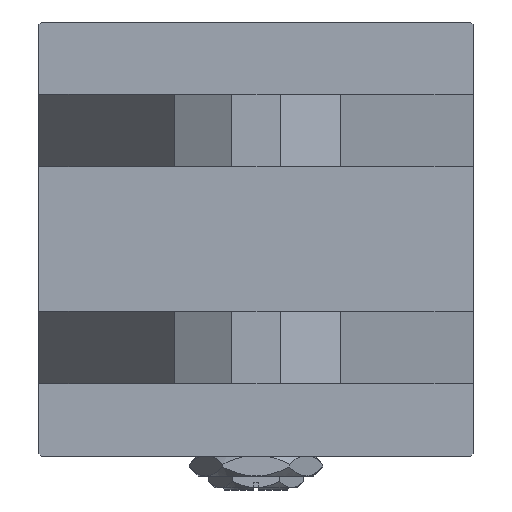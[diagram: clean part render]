
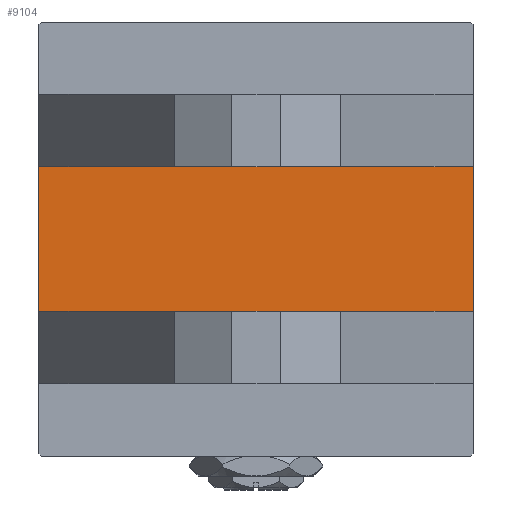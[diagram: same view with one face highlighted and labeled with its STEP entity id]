
A CAD part, left-side view. The second image highlights one B-rep face of the part: STEP entity #9104.
In plain terms, the highlighted planar face has unit normal (-1, 0, 0).
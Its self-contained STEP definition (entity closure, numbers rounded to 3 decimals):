
#311 = CARTESIAN_POINT ( 'NONE',  ( 0., -15., -45. ) ) ;
#872 = EDGE_CURVE ( 'NONE', #18406, #20120, #6099, .T. ) ;
#2199 = VERTEX_POINT ( 'NONE', #42742 ) ;
#2833 = LINE ( 'NONE', #46989, #26114 ) ;
#4185 = DIRECTION ( 'NONE',  ( -1., 0., 0. ) ) ;
#5348 = LINE ( 'NONE', #20987, #39708 ) ;
#6099 = LINE ( 'NONE', #51277, #13764 ) ;
#9104 = ADVANCED_FACE ( 'NONE', ( #32230 ), #16361, .T. ) ;
#10406 = ORIENTED_EDGE ( 'NONE', *, *, #45634, .T. ) ;
#12759 = ORIENTED_EDGE ( 'NONE', *, *, #39270, .F. ) ;
#12780 = DIRECTION ( 'NONE',  ( 0., -1., 0. ) ) ;
#13764 = VECTOR ( 'NONE', #18290, 1000. ) ;
#16361 = PLANE ( 'NONE',  #31769 ) ;
#18290 = DIRECTION ( 'NONE',  ( 0., -1., 0. ) ) ;
#18406 = VERTEX_POINT ( 'NONE', #36417 ) ;
#18743 = EDGE_LOOP ( 'NONE', ( #43379, #48773, #12759, #10406 ) ) ;
#19555 = CARTESIAN_POINT ( 'NONE',  ( 0., 0., 0. ) ) ;
#20082 = DIRECTION ( 'NONE',  ( 0., 0., 1. ) ) ;
#20120 = VERTEX_POINT ( 'NONE', #311 ) ;
#20987 = CARTESIAN_POINT ( 'NONE',  ( 0., 45., 45. ) ) ;
#24166 = DIRECTION ( 'NONE',  ( 0., 0., -1. ) ) ;
#24438 = CARTESIAN_POINT ( 'NONE',  ( 0., 15., 45. ) ) ;
#26114 = VECTOR ( 'NONE', #30380, 1000. ) ;
#29821 = CARTESIAN_POINT ( 'NONE',  ( 0., 15., 45. ) ) ;
#30380 = DIRECTION ( 'NONE',  ( 0., 0., -1. ) ) ;
#30589 = VERTEX_POINT ( 'NONE', #29821 ) ;
#31769 = AXIS2_PLACEMENT_3D ( 'NONE', #19555, #4185, #20082 ) ;
#32102 = LINE ( 'NONE', #24438, #39105 ) ;
#32230 = FACE_OUTER_BOUND ( 'NONE', #18743, .T. ) ;
#36331 = EDGE_CURVE ( 'NONE', #2199, #20120, #2833, .T. ) ;
#36417 = CARTESIAN_POINT ( 'NONE',  ( 0., 15., -45. ) ) ;
#39105 = VECTOR ( 'NONE', #24166, 1000. ) ;
#39270 = EDGE_CURVE ( 'NONE', #30589, #2199, #5348, .T. ) ;
#39708 = VECTOR ( 'NONE', #12780, 1000. ) ;
#42742 = CARTESIAN_POINT ( 'NONE',  ( 0., -15., 45. ) ) ;
#43379 = ORIENTED_EDGE ( 'NONE', *, *, #872, .T. ) ;
#45634 = EDGE_CURVE ( 'NONE', #30589, #18406, #32102, .T. ) ;
#46989 = CARTESIAN_POINT ( 'NONE',  ( 0., -15., 45. ) ) ;
#48773 = ORIENTED_EDGE ( 'NONE', *, *, #36331, .F. ) ;
#51277 = CARTESIAN_POINT ( 'NONE',  ( 0., 45., -45. ) ) ;
